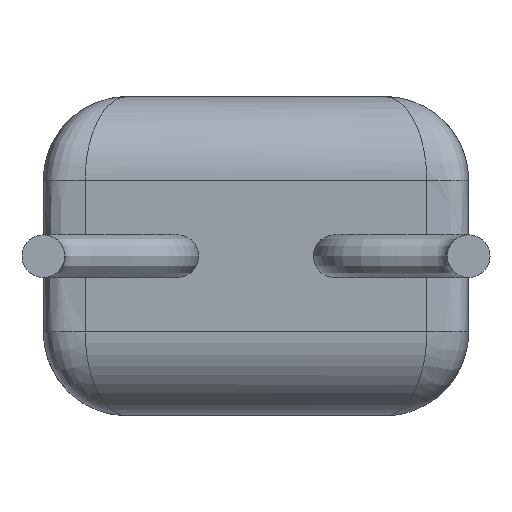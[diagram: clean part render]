
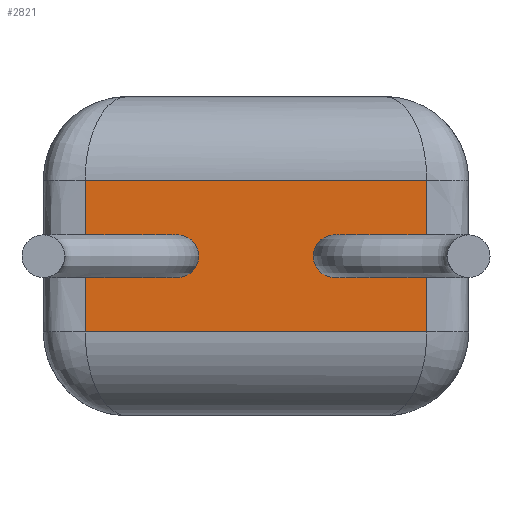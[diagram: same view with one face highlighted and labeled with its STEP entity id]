
A CAD part, front view. The second image highlights one B-rep face of the part: STEP entity #2821.
In plain terms, the highlighted planar face has unit normal (0, -1, 0).
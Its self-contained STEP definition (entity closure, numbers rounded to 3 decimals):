
#77 = EDGE_CURVE ( 'NONE', #6432, #6410, #4526, .T. ) ;
#182 = CARTESIAN_POINT ( 'NONE',  ( 1.6, 0., 2.16 ) ) ;
#197 = CARTESIAN_POINT ( 'NONE',  ( 1.6, 0., 1.65 ) ) ;
#314 = EDGE_CURVE ( 'NONE', #6410, #6432, #5705, .T. ) ;
#547 = EDGE_CURVE ( 'NONE', #6067, #3234, #6425, .T. ) ;
#867 = CARTESIAN_POINT ( 'NONE',  ( 4.58, 0., 2.81 ) ) ;
#868 = AXIS2_PLACEMENT_3D ( 'NONE', #5301, #1661, #2653 ) ;
#872 = EDGE_CURVE ( 'NONE', #3006, #6019, #6079, .T. ) ;
#955 = FACE_BOUND ( 'NONE', #6056, .T. ) ;
#999 = CARTESIAN_POINT ( 'NONE',  ( 0., 0., 2.81 ) ) ;
#1049 = AXIS2_PLACEMENT_3D ( 'NONE', #4026, #3002, #3540 ) ;
#1083 = VERTEX_POINT ( 'NONE', #182 ) ;
#1085 = EDGE_CURVE ( 'NONE', #6019, #6067, #3807, .T. ) ;
#1133 = CIRCLE ( 'NONE', #5500, 0.255 ) ;
#1397 = DIRECTION ( 'NONE',  ( 0., 0., 1. ) ) ;
#1564 = DIRECTION ( 'NONE',  ( 0., 1., 0. ) ) ;
#1639 = CARTESIAN_POINT ( 'NONE',  ( 0.5, 0., 1.603 ) ) ;
#1661 = DIRECTION ( 'NONE',  ( 0., -1., 0. ) ) ;
#1994 = AXIS2_PLACEMENT_3D ( 'NONE', #5727, #1564, #6235 ) ;
#2521 = VERTEX_POINT ( 'NONE', #197 ) ;
#2653 = DIRECTION ( 'NONE',  ( 0., 0., 1. ) ) ;
#2667 = CARTESIAN_POINT ( 'NONE',  ( 3.48, 0., 1.65 ) ) ;
#2713 = ORIENTED_EDGE ( 'NONE', *, *, #1085, .T. ) ;
#2821 = ADVANCED_FACE ( 'NONE', ( #955, #4447, #4179 ), #5550, .F. ) ;
#2849 = EDGE_LOOP ( 'NONE', ( #3324, #5611, #3153, #2713 ) ) ;
#2898 = DIRECTION ( 'NONE',  ( 0., -1., 0. ) ) ;
#2918 = CARTESIAN_POINT ( 'NONE',  ( 4.58, 0., 2.207 ) ) ;
#3002 = DIRECTION ( 'NONE',  ( 0., 1., 0. ) ) ;
#3006 = VERTEX_POINT ( 'NONE', #4618 ) ;
#3070 = EDGE_LOOP ( 'NONE', ( #3222, #4482 ) ) ;
#3153 = ORIENTED_EDGE ( 'NONE', *, *, #872, .T. ) ;
#3158 = AXIS2_PLACEMENT_3D ( 'NONE', #4696, #6187, #3645 ) ;
#3191 = CARTESIAN_POINT ( 'NONE',  ( 0.5, 0., 1. ) ) ;
#3222 = ORIENTED_EDGE ( 'NONE', *, *, #5405, .F. ) ;
#3234 = VERTEX_POINT ( 'NONE', #3542 ) ;
#3324 = ORIENTED_EDGE ( 'NONE', *, *, #547, .T. ) ;
#3540 = DIRECTION ( 'NONE',  ( 0., 0., -1. ) ) ;
#3542 = CARTESIAN_POINT ( 'NONE',  ( 0.5, 0., 1. ) ) ;
#3645 = DIRECTION ( 'NONE',  ( 0., 0., 1. ) ) ;
#3652 = EDGE_CURVE ( 'NONE', #3234, #3006, #6429, .T. ) ;
#3807 = LINE ( 'NONE', #999, #4057 ) ;
#3941 = CARTESIAN_POINT ( 'NONE',  ( 1.6, 0., 1.905 ) ) ;
#4026 = CARTESIAN_POINT ( 'NONE',  ( 3.48, 0., 1.905 ) ) ;
#4056 = ORIENTED_EDGE ( 'NONE', *, *, #314, .T. ) ;
#4057 = VECTOR ( 'NONE', #6337, 1000. ) ;
#4179 = FACE_BOUND ( 'NONE', #3070, .T. ) ;
#4447 = FACE_OUTER_BOUND ( 'NONE', #2849, .T. ) ;
#4469 = CARTESIAN_POINT ( 'NONE',  ( 4.58, 0., 1.603 ) ) ;
#4482 = ORIENTED_EDGE ( 'NONE', *, *, #5130, .F. ) ;
#4526 = CIRCLE ( 'NONE', #1994, 0.255 ) ;
#4618 = CARTESIAN_POINT ( 'NONE',  ( 4.58, 0., 1. ) ) ;
#4696 = CARTESIAN_POINT ( 'NONE',  ( 0., 0., 3.81 ) ) ;
#4718 = VECTOR ( 'NONE', #6016, 1000. ) ;
#4743 = CARTESIAN_POINT ( 'NONE',  ( 0.5, 0., 2.207 ) ) ;
#5126 = CARTESIAN_POINT ( 'NONE',  ( 0.5, 0., 2.81 ) ) ;
#5130 = EDGE_CURVE ( 'NONE', #2521, #1083, #1133, .T. ) ;
#5301 = CARTESIAN_POINT ( 'NONE',  ( 1.6, 0., 1.905 ) ) ;
#5405 = EDGE_CURVE ( 'NONE', #1083, #2521, #6126, .T. ) ;
#5500 = AXIS2_PLACEMENT_3D ( 'NONE', #3941, #2898, #1397 ) ;
#5550 = PLANE ( 'NONE',  #3158 ) ;
#5577 = CARTESIAN_POINT ( 'NONE',  ( 4.58, 0., 2.81 ) ) ;
#5611 = ORIENTED_EDGE ( 'NONE', *, *, #3652, .T. ) ;
#5705 = CIRCLE ( 'NONE', #1049, 0.255 ) ;
#5713 = ORIENTED_EDGE ( 'NONE', *, *, #77, .T. ) ;
#5727 = CARTESIAN_POINT ( 'NONE',  ( 3.48, 0., 1.905 ) ) ;
#5798 = CARTESIAN_POINT ( 'NONE',  ( 3.48, 0., 2.16 ) ) ;
#5947 = CARTESIAN_POINT ( 'NONE',  ( 4.58, 0., 1. ) ) ;
#6016 = DIRECTION ( 'NONE',  ( 1., 0., 0. ) ) ;
#6019 = VERTEX_POINT ( 'NONE', #5577 ) ;
#6056 = EDGE_LOOP ( 'NONE', ( #4056, #5713 ) ) ;
#6067 = VERTEX_POINT ( 'NONE', #5126 ) ;
#6079 = B_SPLINE_CURVE_WITH_KNOTS ( 'NONE', 3,
 ( #6484, #4469, #2918, #867 ),
 .UNSPECIFIED., .F., .F.,
 ( 4, 4 ),
 ( 0.262, 0.738 ),
 .UNSPECIFIED. ) ;
#6126 = CIRCLE ( 'NONE', #868, 0.255 ) ;
#6187 = DIRECTION ( 'NONE',  ( 0., 1., 0. ) ) ;
#6235 = DIRECTION ( 'NONE',  ( 0., 0., -1. ) ) ;
#6295 = CARTESIAN_POINT ( 'NONE',  ( 0.5, 0., 2.81 ) ) ;
#6337 = DIRECTION ( 'NONE',  ( -1., 0., 0. ) ) ;
#6410 = VERTEX_POINT ( 'NONE', #5798 ) ;
#6425 = B_SPLINE_CURVE_WITH_KNOTS ( 'NONE', 3,
 ( #6295, #4743, #1639, #3191 ),
 .UNSPECIFIED., .F., .F.,
 ( 4, 4 ),
 ( 0.262, 0.738 ),
 .UNSPECIFIED. ) ;
#6429 = LINE ( 'NONE', #5947, #4718 ) ;
#6432 = VERTEX_POINT ( 'NONE', #2667 ) ;
#6484 = CARTESIAN_POINT ( 'NONE',  ( 4.58, 0., 1. ) ) ;
